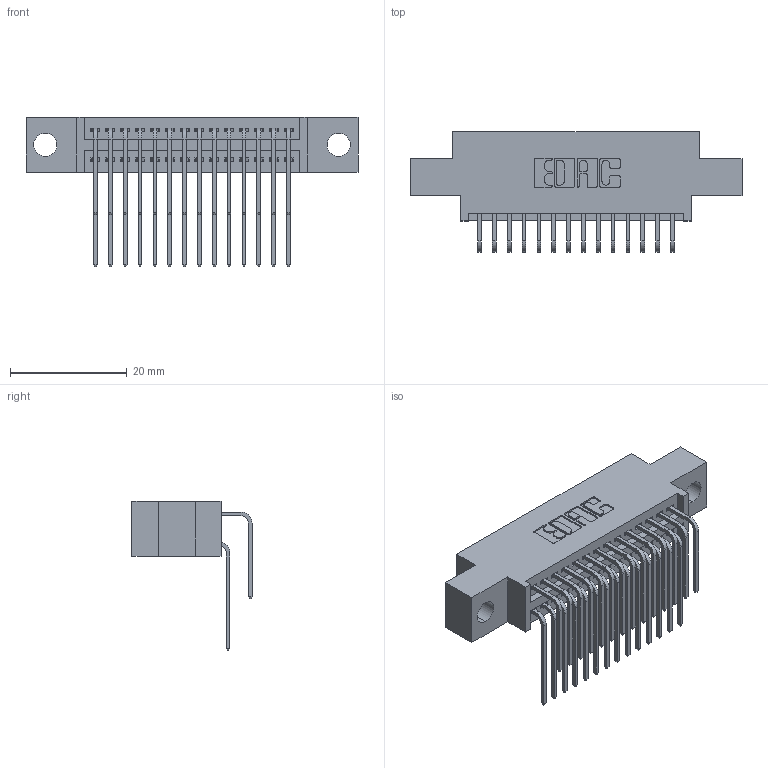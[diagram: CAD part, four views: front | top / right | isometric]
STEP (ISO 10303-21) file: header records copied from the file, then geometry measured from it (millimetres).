
FILE_DESCRIPTION (( 'STEP AP203' ), '1' );
FILE_NAME ('345-028-559-804.STEP', '2018-08-23T00:06:12', ( '' ), ( '' ), 'SwSTEP 2.0', 'SolidWorks 2016', '' );
FILE_SCHEMA (( 'CONFIG_CONTROL_DESIGN' ));
Length unit declared in the file: inch
Products named in the file (4): 345 Part_0.170 Offset - 0.156 Dia-TH; 345-292-001_558 559 Tail - 1; 345-292-001_559 Tail - 2; 345-028-559-804
Assembly tree (29 placements, depth 2):
  345-028-559-804
    345 Part_0.170 Offset - 0.156 Dia-TH
    345-292-001_558 559 Tail - 1  x14
    345-292-001_559 Tail - 2  x14
Bounding box: 56.77 x 20.56 x 25.53 mm (x, y, z)
Volume: 5215 mm3; surface area: 7884.5 mm2
Topology: 29 solids, 29 shells, 1586 faces, 4693 edges, 3090 vertices
Faces by surface type: plane 1064, cylinder 522
Entity records: 16541 total; most frequent: CARTESIAN_POINT 2847, ORIENTED_EDGE 2730, DIRECTION 2517, EDGE_CURVE 1365, VECTOR 1137, LINE 1137, VERTEX_POINT 906, AXIS2_PLACEMENT_3D 690
